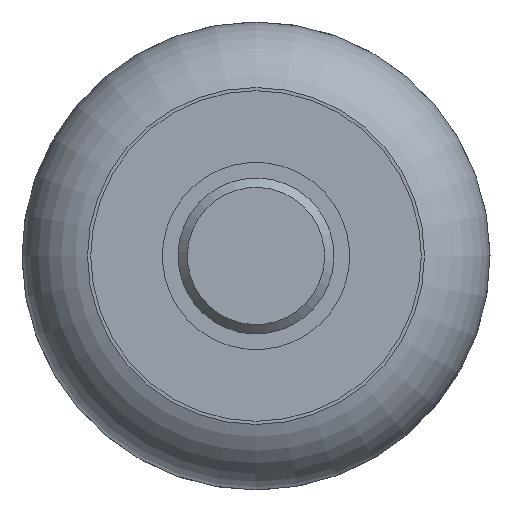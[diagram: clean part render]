
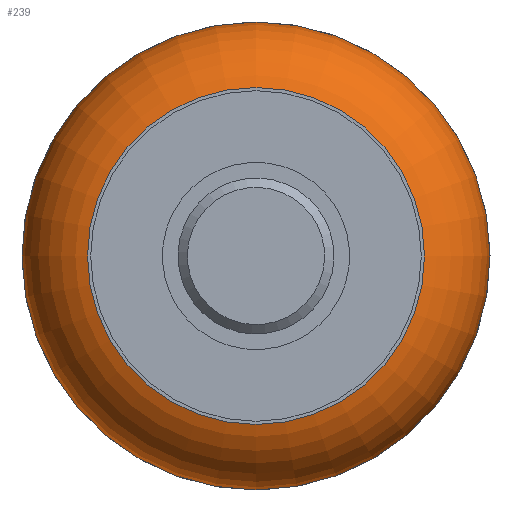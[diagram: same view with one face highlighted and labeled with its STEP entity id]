
A CAD part, left-side view. The second image highlights one B-rep face of the part: STEP entity #239.
In plain terms, the highlighted toroidal (fillet/blend) face has major radius 4.44 mm and minor radius 3.06 mm.
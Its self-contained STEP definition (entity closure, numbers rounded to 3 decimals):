
#35=TOROIDAL_SURFACE('',#274,4.44,3.06);
#43=FACE_BOUND('',#91,.T.);
#67=FACE_OUTER_BOUND('',#90,.T.);
#90=EDGE_LOOP('',(#180));
#91=EDGE_LOOP('',(#181));
#123=CIRCLE('',#273,5.297);
#124=CIRCLE('',#275,7.5);
#141=VERTEX_POINT('',#423);
#142=VERTEX_POINT('',#426);
#159=EDGE_CURVE('',#141,#141,#123,.T.);
#160=EDGE_CURVE('',#142,#142,#124,.T.);
#180=ORIENTED_EDGE('',*,*,#160,.F.);
#181=ORIENTED_EDGE('',*,*,#159,.T.);
#239=ADVANCED_FACE('',(#67,#43),#35,.T.);
#273=AXIS2_PLACEMENT_3D('',#424,#330,#331);
#274=AXIS2_PLACEMENT_3D('',#425,#332,#333);
#275=AXIS2_PLACEMENT_3D('',#427,#334,#335);
#330=DIRECTION('center_axis',(1.,0.,0.));
#331=DIRECTION('ref_axis',(0.,1.,0.));
#332=DIRECTION('center_axis',(1.,0.,0.));
#333=DIRECTION('ref_axis',(0.,0.,-1.));
#334=DIRECTION('center_axis',(1.,0.,0.));
#335=DIRECTION('ref_axis',(0.,1.,0.));
#423=CARTESIAN_POINT('',(0.462,5.297,0.));
#424=CARTESIAN_POINT('Origin',(0.462,0.,0.));
#425=CARTESIAN_POINT('Origin',(3.4,0.,0.));
#426=CARTESIAN_POINT('',(3.4,7.5,0.));
#427=CARTESIAN_POINT('Origin',(3.4,0.,0.));
